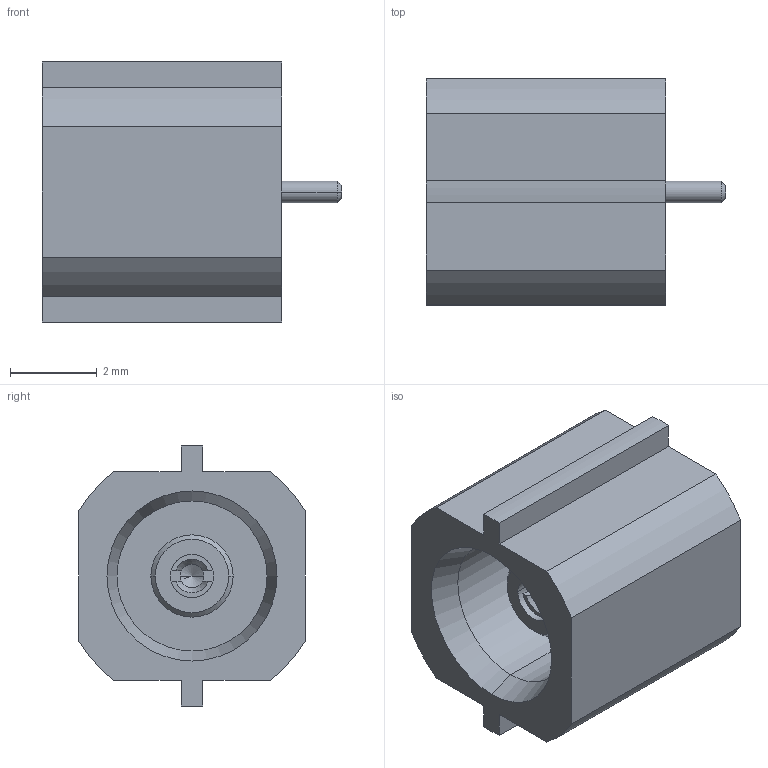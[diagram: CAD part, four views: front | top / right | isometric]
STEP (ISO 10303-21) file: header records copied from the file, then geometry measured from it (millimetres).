
FILE_DESCRIPTION((''),'2;1');
FILE_NAME('919-431J-51S_SW0001','2020-06-18T15:42:29',('Krishnaprasath'),(''),'CREO PARAMETRIC BY PTC INC, 2019444','CREO PARAMETRIC BY PTC INC, 2019444','');
FILE_SCHEMA(('CONFIG_CONTROL_DESIGN'));
Length unit declared in the file: millimetre
Products named in the file (1): 919-431J-51S_SW0001
Bounding box: 6.88 x 5.2 x 6 mm (x, y, z)
Volume: 100.6 mm3; surface area: 230.7 mm2
Topology: 1 solids, 1 shells, 53 faces, 138 edges, 89 vertices
Faces by surface type: plane 23, cylinder 18, cone 12
Entity records: 1672 total; most frequent: DIRECTION 294, CARTESIAN_POINT 294, ORIENTED_EDGE 272, EDGE_CURVE 136, AXIS2_PLACEMENT_3D 109, VERTEX_POINT 89, VECTOR 76, LINE 76
